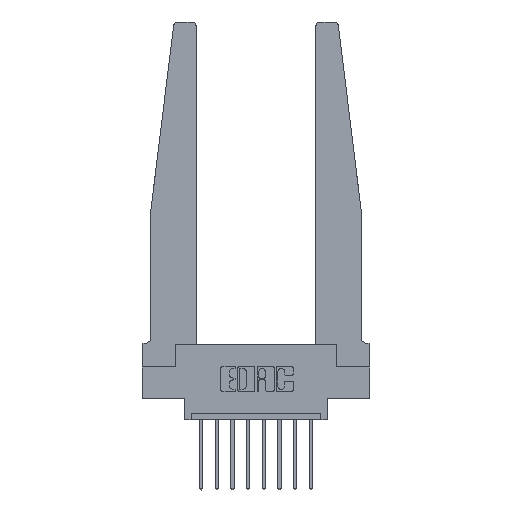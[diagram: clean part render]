
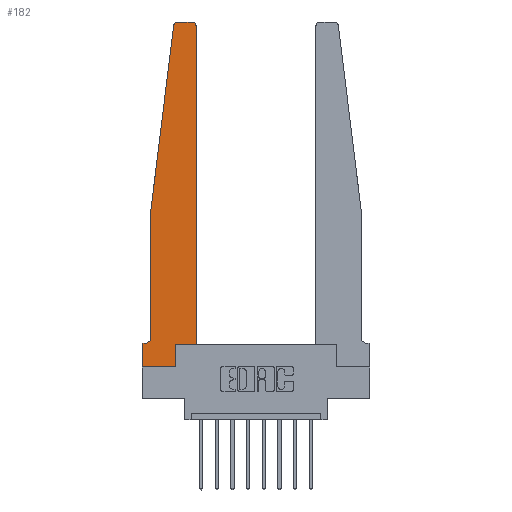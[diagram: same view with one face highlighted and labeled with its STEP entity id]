
A CAD part, top view. The second image highlights one B-rep face of the part: STEP entity #182.
In plain terms, the highlighted planar face has unit normal (0, 0, 1).
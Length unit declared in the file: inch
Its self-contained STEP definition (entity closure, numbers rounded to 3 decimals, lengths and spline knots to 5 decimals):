
#171 = CARTESIAN_POINT ( 'NONE',  ( 0.395, 2.75, 0.37 ) ) ;
#182 = ADVANCED_FACE ( 'NONE', ( #7778 ), #3208, .T. ) ;
#219 = VECTOR ( 'NONE', #8609, 39.37008 ) ;
#393 = ORIENTED_EDGE ( 'NONE', *, *, #11841, .T. ) ;
#566 = VERTEX_POINT ( 'NONE', #10655 ) ;
#683 = ORIENTED_EDGE ( 'NONE', *, *, #4237, .T. ) ;
#726 = DIRECTION ( 'NONE',  ( -1., 0., 0. ) ) ;
#775 = CARTESIAN_POINT ( 'NONE',  ( 0.2605, 0.18, 0.37 ) ) ;
#892 = ORIENTED_EDGE ( 'NONE', *, *, #1600, .T. ) ;
#1188 = LINE ( 'NONE', #4256, #12725 ) ;
#1212 = DIRECTION ( 'NONE',  ( 0., 0., 1. ) ) ;
#1600 = EDGE_CURVE ( 'NONE', #10884, #11851, #13496, .T. ) ;
#1893 = CIRCLE ( 'NONE', #8287, 0.03 ) ;
#2011 = CARTESIAN_POINT ( 'NONE',  ( 0.065, 1.25, 0.37 ) ) ;
#2073 = VERTEX_POINT ( 'NONE', #4515 ) ;
#2164 = LINE ( 'NONE', #11579, #4924 ) ;
#2405 = LINE ( 'NONE', #6554, #11635 ) ;
#2467 = CARTESIAN_POINT ( 'NONE',  ( 0.27653, 2.75, 0.37 ) ) ;
#2606 = CARTESIAN_POINT ( 'NONE',  ( 0., 0., 0.37 ) ) ;
#2733 = VERTEX_POINT ( 'NONE', #9418 ) ;
#3078 = VERTEX_POINT ( 'NONE', #14184 ) ;
#3208 = PLANE ( 'NONE',  #11901 ) ;
#3416 = LINE ( 'NONE', #3781, #13198 ) ;
#3505 = CARTESIAN_POINT ( 'NONE',  ( 0.395, 2.72, 0.37 ) ) ;
#3559 = DIRECTION ( 'NONE',  ( 1., 0., 0. ) ) ;
#3725 = EDGE_CURVE ( 'NONE', #11851, #13892, #1188, .T. ) ;
#3764 = DIRECTION ( 'NONE',  ( -0.122, -0.992, 0. ) ) ;
#3781 = CARTESIAN_POINT ( 'NONE',  ( 0.065, 0.1875, 0.37 ) ) ;
#3859 = LINE ( 'NONE', #775, #4704 ) ;
#3967 = DIRECTION ( 'NONE',  ( -1., 0., 0. ) ) ;
#4079 = LINE ( 'NONE', #9773, #219 ) ;
#4173 = VERTEX_POINT ( 'NONE', #12290 ) ;
#4203 = EDGE_CURVE ( 'NONE', #8418, #10884, #10765, .T. ) ;
#4237 = EDGE_CURVE ( 'NONE', #5921, #10225, #1893, .T. ) ;
#4256 = CARTESIAN_POINT ( 'NONE',  ( 0.065, 1.25, 0.37 ) ) ;
#4334 = CARTESIAN_POINT ( 'NONE',  ( 0., 0.1875, 0.37 ) ) ;
#4401 = VERTEX_POINT ( 'NONE', #13847 ) ;
#4515 = CARTESIAN_POINT ( 'NONE',  ( 0.2605, 0.18, 0.37 ) ) ;
#4696 = CARTESIAN_POINT ( 'NONE',  ( 0.425, 0.18, 0.37 ) ) ;
#4704 = VECTOR ( 'NONE', #9663, 39.37008 ) ;
#4877 = DIRECTION ( 'NONE',  ( 0., -1., 0. ) ) ;
#4924 = VECTOR ( 'NONE', #10463, 39.37008 ) ;
#5085 = EDGE_CURVE ( 'NONE', #13892, #4401, #10571, .T. ) ;
#5384 = DIRECTION ( 'NONE',  ( 0., -1., 0. ) ) ;
#5539 = CARTESIAN_POINT ( 'NONE',  ( 0.425, 2.72, 0.37 ) ) ;
#5574 = EDGE_CURVE ( 'NONE', #4401, #566, #3416, .T. ) ;
#5921 = VERTEX_POINT ( 'NONE', #5539 ) ;
#6274 = CARTESIAN_POINT ( 'NONE',  ( 0.015, 0.2375, 0.37 ) ) ;
#6279 = ORIENTED_EDGE ( 'NONE', *, *, #12149, .T. ) ;
#6350 = ORIENTED_EDGE ( 'NONE', *, *, #4203, .T. ) ;
#6457 = LINE ( 'NONE', #2606, #12952 ) ;
#6554 = CARTESIAN_POINT ( 'NONE',  ( 0.25, 2.75, 0.37 ) ) ;
#7557 = AXIS2_PLACEMENT_3D ( 'NONE', #13471, #1212, #7902 ) ;
#7703 = EDGE_LOOP ( 'NONE', ( #7748, #6350, #892, #11252, #13857, #12790, #9008, #12727, #393, #8525, #6279, #683 ) ) ;
#7748 = ORIENTED_EDGE ( 'NONE', *, *, #13629, .T. ) ;
#7778 = FACE_OUTER_BOUND ( 'NONE', #7703, .T. ) ;
#7800 = DIRECTION ( 'NONE',  ( 1., 0., 0. ) ) ;
#7902 = DIRECTION ( 'NONE',  ( 1., 0., 0. ) ) ;
#8287 = AXIS2_PLACEMENT_3D ( 'NONE', #3505, #11288, #3559 ) ;
#8418 = VERTEX_POINT ( 'NONE', #2467 ) ;
#8493 = CARTESIAN_POINT ( 'NONE',  ( 0.24675, 2.72367, 0.37 ) ) ;
#8518 = EDGE_CURVE ( 'NONE', #566, #4173, #6457, .T. ) ;
#8525 = ORIENTED_EDGE ( 'NONE', *, *, #9694, .T. ) ;
#8609 = DIRECTION ( 'NONE',  ( 1., 0., 0. ) ) ;
#8951 = VECTOR ( 'NONE', #3764, 39.37008 ) ;
#9008 = ORIENTED_EDGE ( 'NONE', *, *, #8518, .T. ) ;
#9087 = VECTOR ( 'NONE', #13656, 39.37008 ) ;
#9418 = CARTESIAN_POINT ( 'NONE',  ( 0.2605, 0., 0.37 ) ) ;
#9663 = DIRECTION ( 'NONE',  ( 0., 1., 0. ) ) ;
#9694 = EDGE_CURVE ( 'NONE', #2073, #3078, #2164, .T. ) ;
#9773 = CARTESIAN_POINT ( 'NONE',  ( 0., 0., 0.37 ) ) ;
#10225 = VERTEX_POINT ( 'NONE', #171 ) ;
#10386 = CARTESIAN_POINT ( 'NONE',  ( 0.065, 1.25, 0.37 ) ) ;
#10463 = DIRECTION ( 'NONE',  ( 1., 0., 0. ) ) ;
#10531 = EDGE_CURVE ( 'NONE', #4173, #2733, #4079, .T. ) ;
#10571 = CIRCLE ( 'NONE', #11537, 0.05 ) ;
#10655 = CARTESIAN_POINT ( 'NONE',  ( 0., 0.1875, 0.37 ) ) ;
#10765 = CIRCLE ( 'NONE', #7557, 0.03 ) ;
#10884 = VERTEX_POINT ( 'NONE', #8493 ) ;
#11140 = DIRECTION ( 'NONE',  ( 0., 0., 1. ) ) ;
#11252 = ORIENTED_EDGE ( 'NONE', *, *, #3725, .T. ) ;
#11288 = DIRECTION ( 'NONE',  ( 0., 0., 1. ) ) ;
#11537 = AXIS2_PLACEMENT_3D ( 'NONE', #6274, #12958, #3967 ) ;
#11579 = CARTESIAN_POINT ( 'NONE',  ( 0.425, 0.18, 0.37 ) ) ;
#11635 = VECTOR ( 'NONE', #726, 39.37008 ) ;
#11841 = EDGE_CURVE ( 'NONE', #2733, #2073, #3859, .T. ) ;
#11851 = VERTEX_POINT ( 'NONE', #2011 ) ;
#11901 = AXIS2_PLACEMENT_3D ( 'NONE', #4334, #11140, #7800 ) ;
#12149 = EDGE_CURVE ( 'NONE', #3078, #5921, #13797, .T. ) ;
#12290 = CARTESIAN_POINT ( 'NONE',  ( 0., 0., 0.37 ) ) ;
#12689 = CARTESIAN_POINT ( 'NONE',  ( 0.065, 0.2375, 0.37 ) ) ;
#12725 = VECTOR ( 'NONE', #5384, 39.37008 ) ;
#12727 = ORIENTED_EDGE ( 'NONE', *, *, #10531, .T. ) ;
#12790 = ORIENTED_EDGE ( 'NONE', *, *, #5574, .T. ) ;
#12952 = VECTOR ( 'NONE', #4877, 39.37008 ) ;
#12958 = DIRECTION ( 'NONE',  ( 0., 0., -1. ) ) ;
#13198 = VECTOR ( 'NONE', #13827, 39.37008 ) ;
#13471 = CARTESIAN_POINT ( 'NONE',  ( 0.27653, 2.72, 0.37 ) ) ;
#13496 = LINE ( 'NONE', #10386, #8951 ) ;
#13629 = EDGE_CURVE ( 'NONE', #10225, #8418, #2405, .T. ) ;
#13656 = DIRECTION ( 'NONE',  ( 0., 1., 0. ) ) ;
#13797 = LINE ( 'NONE', #4696, #9087 ) ;
#13827 = DIRECTION ( 'NONE',  ( -1., 0., 0. ) ) ;
#13847 = CARTESIAN_POINT ( 'NONE',  ( 0.015, 0.1875, 0.37 ) ) ;
#13857 = ORIENTED_EDGE ( 'NONE', *, *, #5085, .T. ) ;
#13892 = VERTEX_POINT ( 'NONE', #12689 ) ;
#14184 = CARTESIAN_POINT ( 'NONE',  ( 0.425, 0.18, 0.37 ) ) ;
